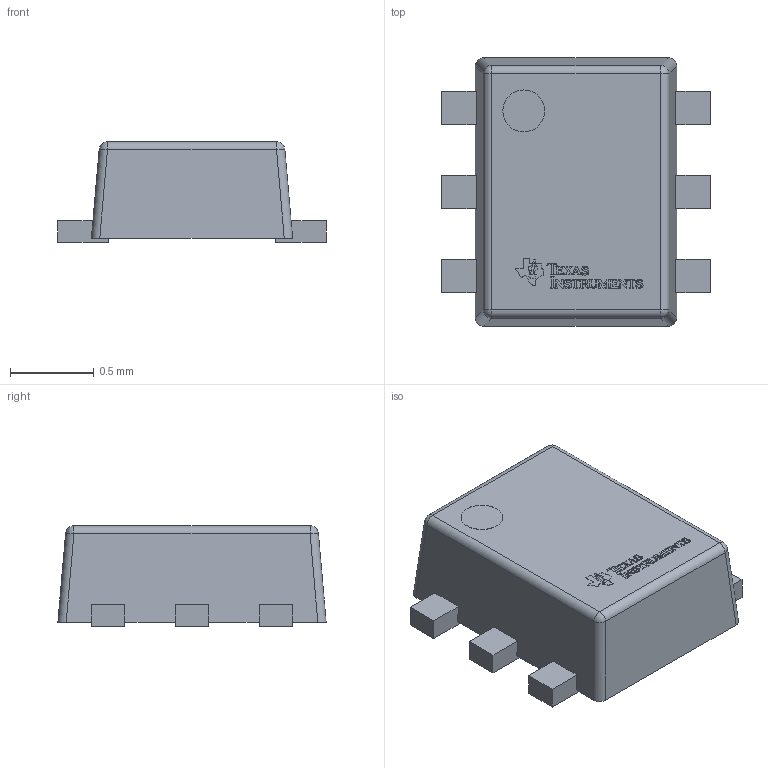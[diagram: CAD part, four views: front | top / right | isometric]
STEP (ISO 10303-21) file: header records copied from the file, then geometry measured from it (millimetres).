
FILE_DESCRIPTION(/* description */ (''),/* implementation_level */ '2;1');
FILE_NAME(/* name */ '1.stp',/* time_stamp */ '2020-01-07T22:48:02+02:00',/* author */ ('Khaled'),/* organization */ (''),/* preprocessor_version */ 'ST-DEVELOPER v17.2',/* originating_system */ 'Autodesk Inventor 2019',/* authorisation */ '');
FILE_SCHEMA (('AUTOMOTIVE_DESIGN { 1 0 10303 214 3 1 1 }'));
Length unit declared in the file: millimetre
Products named in the file (5): DRL0006A; FRAME-DRL0006A; BODY-SOT; circle; Texas Instruments
Assembly tree (4 placements, depth 2):
  DRL0006A
    FRAME-DRL0006A
    BODY-SOT
    circle
    Texas Instruments
Bounding box: 1.6 x 1.6 x 0.6 mm (x, y, z)
Volume: 1.1 mm3; surface area: 8.3 mm2
Topology: 26 solids, 26 shells, 501 faces, 1335 edges, 886 vertices
Faces by surface type: plane 322, bspline 166, cylinder 9, sphere 4
Full cylindrical faces by diameter (mm): 0.25 x1
Entity records: 16591 total; most frequent: CARTESIAN_POINT 4997, ORIENTED_EDGE 2670, DIRECTION 1725, EDGE_CURVE 1335, LINE 985, VECTOR 985, VERTEX_POINT 886, EDGE_LOOP 505
